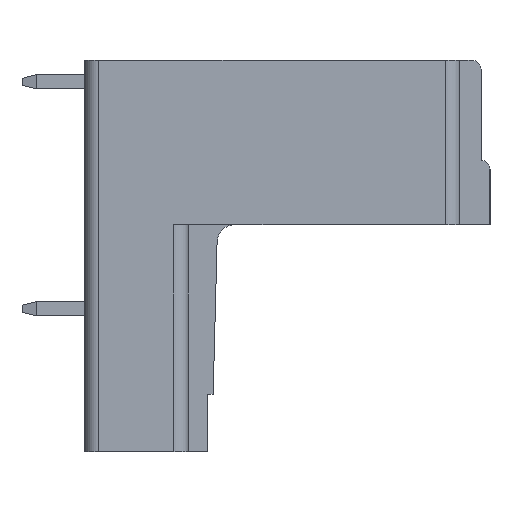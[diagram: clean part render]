
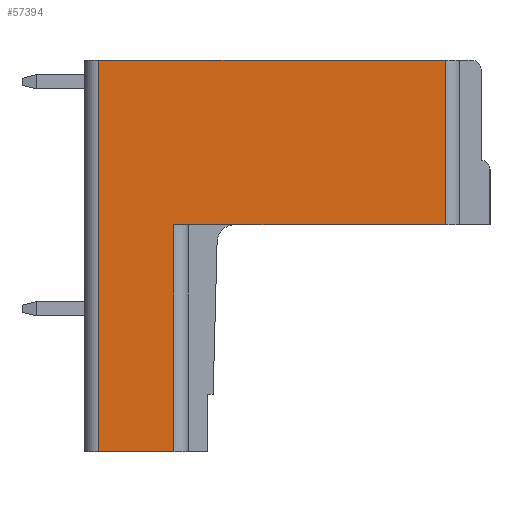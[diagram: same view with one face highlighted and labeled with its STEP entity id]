
A CAD part, left-side view. The second image highlights one B-rep face of the part: STEP entity #57394.
In plain terms, the highlighted planar face has unit normal (-1, 0, 0).
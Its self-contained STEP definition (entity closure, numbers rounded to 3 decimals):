
#1286=DIRECTION('',(0.,-1.,0.));
#1287=VECTOR('',#1286,15.2);
#1288=CARTESIAN_POINT('',(-65.4,6.4,0.));
#1289=LINE('',#1288,#1287);
#13858=DIRECTION('',(0.,0.,1.));
#13859=VECTOR('',#13858,12.7);
#13860=CARTESIAN_POINT('',(-65.4,6.4,-12.7));
#13861=LINE('',#13860,#13859);
#13862=DIRECTION('',(0.,1.,0.));
#13863=VECTOR('',#13862,4.2);
#13864=CARTESIAN_POINT('',(-65.4,6.4,-12.7));
#13865=LINE('',#13864,#13863);
#13866=DIRECTION('',(0.,0.,1.));
#13867=VECTOR('',#13866,21.9);
#13868=CARTESIAN_POINT('',(-65.4,10.6,-12.7));
#13869=LINE('',#13868,#13867);
#13870=DIRECTION('',(0.,-1.,0.));
#13871=VECTOR('',#13870,19.4);
#13872=CARTESIAN_POINT('',(-65.4,10.6,9.2));
#13873=LINE('',#13872,#13871);
#16676=DIRECTION('',(0.,0.,1.));
#16677=VECTOR('',#16676,9.2);
#16678=CARTESIAN_POINT('',(-65.4,-8.8,0.));
#16679=LINE('',#16678,#16677);
#38531=CARTESIAN_POINT('',(-65.4,10.6,-12.7));
#38533=VERTEX_POINT('',#38531);
#38543=CARTESIAN_POINT('',(-65.4,10.6,9.2));
#38545=VERTEX_POINT('',#38543);
#38546=CARTESIAN_POINT('',(-65.4,-8.8,9.2));
#38548=VERTEX_POINT('',#38546);
#38570=CARTESIAN_POINT('',(-65.4,-8.8,0.));
#38572=VERTEX_POINT('',#38570);
#38585=CARTESIAN_POINT('',(-65.4,6.4,0.));
#38587=VERTEX_POINT('',#38585);
#38588=CARTESIAN_POINT('',(-65.4,6.4,-12.7));
#38590=VERTEX_POINT('',#38588);
#57379=CARTESIAN_POINT('',(-65.4,10.6,-12.7));
#57380=DIRECTION('',(1.,0.,0.));
#57381=DIRECTION('',(0.,-1.,0.));
#57382=AXIS2_PLACEMENT_3D('',#57379,#57380,#57381);
#57383=PLANE('',#57382);
#57384=ORIENTED_EDGE('',*,*,#39252,.F.);
#57385=ORIENTED_EDGE('',*,*,#57374,.F.);
#57386=ORIENTED_EDGE('',*,*,#38619,.T.);
#57388=ORIENTED_EDGE('',*,*,#57387,.T.);
#57389=ORIENTED_EDGE('',*,*,#39185,.T.);
#57391=ORIENTED_EDGE('',*,*,#57390,.F.);
#57392=EDGE_LOOP('',(#57384,#57385,#57386,#57388,#57389,#57391));
#57393=FACE_OUTER_BOUND('',#57392,.F.);
#57394=ADVANCED_FACE('',(#57393),#57383,.F.);
#38619=EDGE_CURVE('',#38590,#38533,#13865,.T.);
#39185=EDGE_CURVE('',#38545,#38548,#13873,.T.);
#39252=EDGE_CURVE('',#38587,#38572,#1289,.T.);
#57374=EDGE_CURVE('',#38590,#38587,#13861,.T.);
#57387=EDGE_CURVE('',#38533,#38545,#13869,.T.);
#57390=EDGE_CURVE('',#38572,#38548,#16679,.T.);
